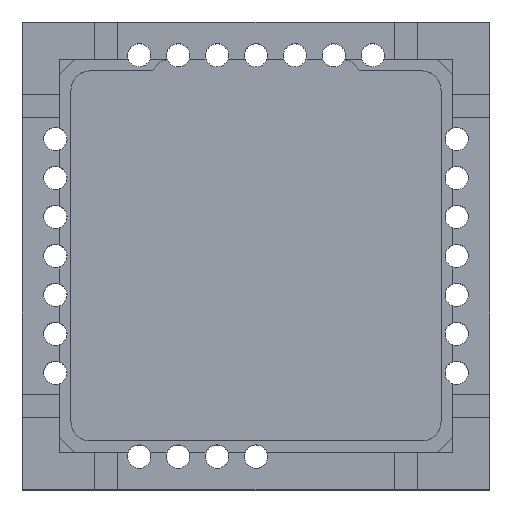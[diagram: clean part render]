
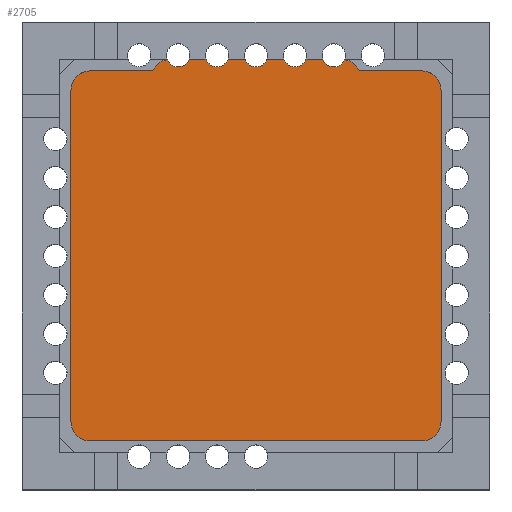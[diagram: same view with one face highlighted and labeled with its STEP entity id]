
A CAD part, top view. The second image highlights one B-rep face of the part: STEP entity #2705.
In plain terms, the highlighted planar face has unit normal (0, 0, 1).
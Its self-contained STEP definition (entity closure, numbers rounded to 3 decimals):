
#45=PLANE('',#2857);
#140=FACE_OUTER_BOUND('',#260,.T.);
#260=EDGE_LOOP('',(#1865,#1866,#1867,#1868,#1869,#1870,#1871,#1872,#1873,
#1874,#1875,#1876,#1877,#1878,#1879,#1880,#1881,#1882,#1883,#1884));
#394=CIRCLE('',#2835,0.5);
#397=CIRCLE('',#2839,0.5);
#399=CIRCLE('',#2843,0.5);
#401=CIRCLE('',#2847,0.5);
#403=CIRCLE('',#2851,0.5);
#405=CIRCLE('',#2855,0.5);
#406=CIRCLE('',#2858,0.3);
#407=CIRCLE('',#2859,0.3);
#408=CIRCLE('',#2860,0.3);
#409=CIRCLE('',#2861,0.3);
#410=CIRCLE('',#2862,0.3);
#513=LINE('',#3866,#820);
#518=LINE('',#3881,#825);
#522=LINE('',#3893,#829);
#526=LINE('',#3905,#833);
#529=LINE('',#3914,#836);
#530=LINE('',#3919,#837);
#531=LINE('',#3923,#838);
#532=LINE('',#3927,#839);
#533=LINE('',#3931,#840);
#820=VECTOR('',#3089,10.);
#825=VECTOR('',#3102,10.);
#829=VECTOR('',#3114,10.);
#833=VECTOR('',#3126,10.);
#836=VECTOR('',#3137,10.);
#837=VECTOR('',#3142,10.);
#838=VECTOR('',#3145,10.);
#839=VECTOR('',#3148,10.);
#840=VECTOR('',#3151,10.);
#1122=VERTEX_POINT('',#3847);
#1124=VERTEX_POINT('',#3850);
#1128=VERTEX_POINT('',#3859);
#1129=VERTEX_POINT('',#3861);
#1131=VERTEX_POINT('',#3869);
#1133=VERTEX_POINT('',#3873);
#1135=VERTEX_POINT('',#3879);
#1137=VERTEX_POINT('',#3885);
#1139=VERTEX_POINT('',#3891);
#1141=VERTEX_POINT('',#3897);
#1143=VERTEX_POINT('',#3903);
#1145=VERTEX_POINT('',#3909);
#1146=VERTEX_POINT('',#3916);
#1147=VERTEX_POINT('',#3918);
#1148=VERTEX_POINT('',#3920);
#1149=VERTEX_POINT('',#3922);
#1150=VERTEX_POINT('',#3924);
#1151=VERTEX_POINT('',#3926);
#1152=VERTEX_POINT('',#3928);
#1153=VERTEX_POINT('',#3930);
#1401=EDGE_CURVE('',#1122,#1124,#394,.T.);
#1406=EDGE_CURVE('',#1128,#1129,#397,.T.);
#1409=EDGE_CURVE('',#1124,#1128,#513,.T.);
#1413=EDGE_CURVE('',#1133,#1131,#399,.T.);
#1416=EDGE_CURVE('',#1135,#1133,#518,.T.);
#1419=EDGE_CURVE('',#1137,#1135,#401,.T.);
#1422=EDGE_CURVE('',#1139,#1137,#522,.T.);
#1425=EDGE_CURVE('',#1141,#1139,#403,.T.);
#1428=EDGE_CURVE('',#1143,#1141,#526,.T.);
#1431=EDGE_CURVE('',#1145,#1143,#405,.T.);
#1433=EDGE_CURVE('',#1129,#1145,#529,.T.);
#1434=EDGE_CURVE('',#1146,#1122,#406,.T.);
#1435=EDGE_CURVE('',#1147,#1146,#530,.T.);
#1436=EDGE_CURVE('',#1148,#1147,#407,.T.);
#1437=EDGE_CURVE('',#1149,#1148,#531,.T.);
#1438=EDGE_CURVE('',#1150,#1149,#408,.T.);
#1439=EDGE_CURVE('',#1151,#1150,#532,.T.);
#1440=EDGE_CURVE('',#1152,#1151,#409,.T.);
#1441=EDGE_CURVE('',#1153,#1152,#533,.T.);
#1442=EDGE_CURVE('',#1131,#1153,#410,.T.);
#1865=ORIENTED_EDGE('',*,*,#1434,.F.);
#1866=ORIENTED_EDGE('',*,*,#1435,.F.);
#1867=ORIENTED_EDGE('',*,*,#1436,.F.);
#1868=ORIENTED_EDGE('',*,*,#1437,.F.);
#1869=ORIENTED_EDGE('',*,*,#1438,.F.);
#1870=ORIENTED_EDGE('',*,*,#1439,.F.);
#1871=ORIENTED_EDGE('',*,*,#1440,.F.);
#1872=ORIENTED_EDGE('',*,*,#1441,.F.);
#1873=ORIENTED_EDGE('',*,*,#1442,.F.);
#1874=ORIENTED_EDGE('',*,*,#1413,.F.);
#1875=ORIENTED_EDGE('',*,*,#1416,.F.);
#1876=ORIENTED_EDGE('',*,*,#1419,.F.);
#1877=ORIENTED_EDGE('',*,*,#1422,.F.);
#1878=ORIENTED_EDGE('',*,*,#1425,.F.);
#1879=ORIENTED_EDGE('',*,*,#1428,.F.);
#1880=ORIENTED_EDGE('',*,*,#1431,.F.);
#1881=ORIENTED_EDGE('',*,*,#1433,.F.);
#1882=ORIENTED_EDGE('',*,*,#1406,.F.);
#1883=ORIENTED_EDGE('',*,*,#1409,.F.);
#1884=ORIENTED_EDGE('',*,*,#1401,.F.);
#2705=ADVANCED_FACE('',(#140),#45,.T.);
#2835=AXIS2_PLACEMENT_3D('',#3851,#3073,#3074);
#2839=AXIS2_PLACEMENT_3D('',#3862,#3083,#3084);
#2843=AXIS2_PLACEMENT_3D('',#3875,#3096,#3097);
#2847=AXIS2_PLACEMENT_3D('',#3887,#3108,#3109);
#2851=AXIS2_PLACEMENT_3D('',#3899,#3120,#3121);
#2855=AXIS2_PLACEMENT_3D('',#3911,#3132,#3133);
#2857=AXIS2_PLACEMENT_3D('',#3915,#3138,#3139);
#2858=AXIS2_PLACEMENT_3D('',#3917,#3140,#3141);
#2859=AXIS2_PLACEMENT_3D('',#3921,#3143,#3144);
#2860=AXIS2_PLACEMENT_3D('',#3925,#3146,#3147);
#2861=AXIS2_PLACEMENT_3D('',#3929,#3149,#3150);
#2862=AXIS2_PLACEMENT_3D('',#3932,#3152,#3153);
#3073=DIRECTION('center_axis',(0.,0.,-1.));
#3074=DIRECTION('ref_axis',(-0.917,-0.4,0.));
#3083=DIRECTION('center_axis',(0.,0.,-1.));
#3084=DIRECTION('ref_axis',(-1.,0.,0.));
#3089=DIRECTION('',(1.,0.,0.));
#3096=DIRECTION('center_axis',(0.,0.,-1.));
#3097=DIRECTION('ref_axis',(0.,-1.,0.));
#3102=DIRECTION('',(1.,0.,0.));
#3108=DIRECTION('center_axis',(0.,0.,-1.));
#3109=DIRECTION('ref_axis',(0.,-1.,0.));
#3114=DIRECTION('',(0.,1.,0.));
#3120=DIRECTION('center_axis',(0.,0.,-1.));
#3121=DIRECTION('ref_axis',(1.,0.,0.));
#3126=DIRECTION('',(-1.,0.,0.));
#3132=DIRECTION('center_axis',(0.,0.,-1.));
#3133=DIRECTION('ref_axis',(0.,1.,0.));
#3137=DIRECTION('',(0.,-1.,0.));
#3138=DIRECTION('center_axis',(0.,0.,1.));
#3139=DIRECTION('ref_axis',(1.,0.,0.));
#3140=DIRECTION('center_axis',(0.,0.,1.));
#3141=DIRECTION('ref_axis',(-1.,0.,0.));
#3142=DIRECTION('',(1.,0.,0.));
#3143=DIRECTION('center_axis',(0.,0.,1.));
#3144=DIRECTION('ref_axis',(-1.,0.,0.));
#3145=DIRECTION('',(1.,0.,0.));
#3146=DIRECTION('center_axis',(0.,0.,1.));
#3147=DIRECTION('ref_axis',(-1.,0.,0.));
#3148=DIRECTION('',(1.,0.,0.));
#3149=DIRECTION('center_axis',(0.,0.,1.));
#3150=DIRECTION('ref_axis',(-1.,0.,0.));
#3151=DIRECTION('',(1.,0.,0.));
#3152=DIRECTION('center_axis',(0.,0.,1.));
#3153=DIRECTION('ref_axis',(-1.,0.,0.));
#3847=CARTESIAN_POINT('',(2.28,5.042,3.7));
#3850=CARTESIAN_POINT('',(2.65,4.75,3.7));
#3851=CARTESIAN_POINT('Origin',(2.192,4.55,3.7));
#3859=CARTESIAN_POINT('',(4.25,4.75,3.7));
#3861=CARTESIAN_POINT('',(4.75,4.25,3.7));
#3862=CARTESIAN_POINT('Origin',(4.25,4.25,3.7));
#3866=CARTESIAN_POINT('',(2.65,4.75,3.7));
#3869=CARTESIAN_POINT('',(-2.28,5.042,3.7));
#3873=CARTESIAN_POINT('',(-2.65,4.75,3.7));
#3875=CARTESIAN_POINT('Origin',(-2.192,4.55,3.7));
#3879=CARTESIAN_POINT('',(-4.25,4.75,3.7));
#3881=CARTESIAN_POINT('',(-4.25,4.75,3.7));
#3885=CARTESIAN_POINT('',(-4.75,4.25,3.7));
#3887=CARTESIAN_POINT('Origin',(-4.25,4.25,3.7));
#3891=CARTESIAN_POINT('',(-4.75,-4.25,3.7));
#3893=CARTESIAN_POINT('',(-4.75,-4.25,3.7));
#3897=CARTESIAN_POINT('',(-4.25,-4.75,3.7));
#3899=CARTESIAN_POINT('Origin',(-4.25,-4.25,3.7));
#3903=CARTESIAN_POINT('',(4.25,-4.75,3.7));
#3905=CARTESIAN_POINT('',(4.25,-4.75,3.7));
#3909=CARTESIAN_POINT('',(4.75,-4.25,3.7));
#3911=CARTESIAN_POINT('Origin',(4.25,-4.25,3.7));
#3914=CARTESIAN_POINT('',(4.75,4.25,3.7));
#3915=CARTESIAN_POINT('Origin',(0.,0.035,
3.7));
#3916=CARTESIAN_POINT('',(1.717,5.05,3.7));
#3917=CARTESIAN_POINT('Origin',(2.,5.15,3.7));
#3918=CARTESIAN_POINT('',(1.283,5.05,3.7));
#3919=CARTESIAN_POINT('',(-2.192,5.05,3.7));
#3920=CARTESIAN_POINT('',(0.717,5.05,3.7));
#3921=CARTESIAN_POINT('Origin',(1.,5.15,3.7));
#3922=CARTESIAN_POINT('',(0.283,5.05,3.7));
#3923=CARTESIAN_POINT('',(-2.192,5.05,3.7));
#3924=CARTESIAN_POINT('',(-0.283,5.05,3.7));
#3925=CARTESIAN_POINT('Origin',(0.,5.15,3.7));
#3926=CARTESIAN_POINT('',(-0.717,5.05,3.7));
#3927=CARTESIAN_POINT('',(-2.192,5.05,3.7));
#3928=CARTESIAN_POINT('',(-1.283,5.05,3.7));
#3929=CARTESIAN_POINT('Origin',(-1.,5.15,3.7));
#3930=CARTESIAN_POINT('',(-1.717,5.05,3.7));
#3931=CARTESIAN_POINT('',(-2.192,5.05,3.7));
#3932=CARTESIAN_POINT('Origin',(-2.,5.15,3.7));
